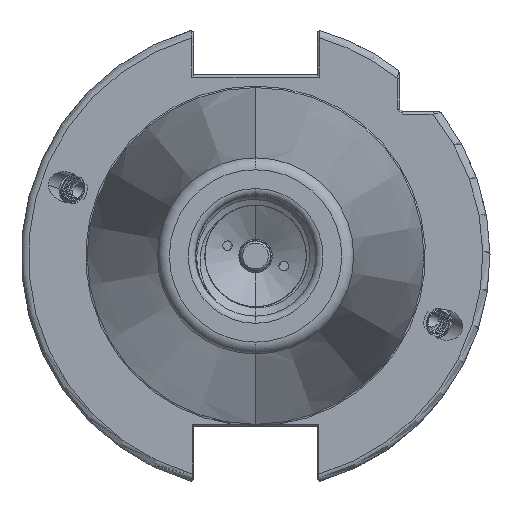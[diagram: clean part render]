
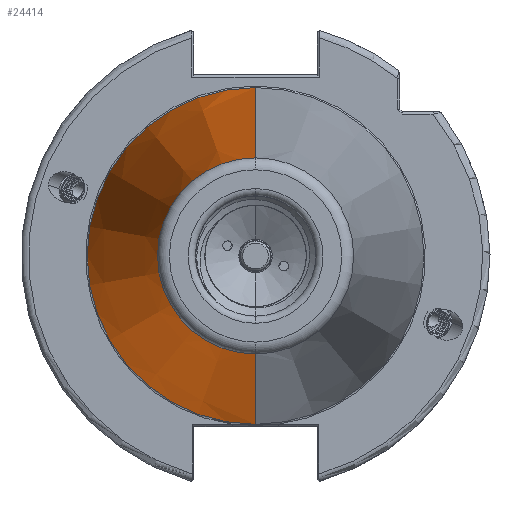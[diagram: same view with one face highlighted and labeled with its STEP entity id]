
A CAD part, left-side view. The second image highlights one B-rep face of the part: STEP entity #24414.
In plain terms, the highlighted conical face has half-angle 8.297 degrees and reference radius 35.392 mm.
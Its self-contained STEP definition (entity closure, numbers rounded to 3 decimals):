
#7994 = DIRECTION ( 'NONE',  ( 1., 0., 0. ) ) ;
#7995 = DIRECTION ( 'NONE',  ( 0.99, 0., -0.144 ) ) ;
#7997 = DIRECTION ( 'NONE',  ( 0., 1., 0. ) ) ;
#8010 = CARTESIAN_POINT ( 'NONE',  ( -2.5, 0., 0. ) ) ;
#8014 = CARTESIAN_POINT ( 'NONE',  ( 0., 0., 35.392 ) ) ;
#8028 = CARTESIAN_POINT ( 'NONE',  ( 0., 0., -35.392 ) ) ;
#8031 = DIRECTION ( 'NONE',  ( 0.99, 0., 0.144 ) ) ;
#9118 = DIRECTION ( 'NONE',  ( 0., 1., 0. ) ) ;
#9123 = CARTESIAN_POINT ( 'NONE',  ( -2.5, 0., 0. ) ) ;
#9145 = DIRECTION ( 'NONE',  ( 1., 0., 0. ) ) ;
#12300 = CARTESIAN_POINT ( 'NONE',  ( 0., 0., 0. ) ) ;
#12322 = DIRECTION ( 'NONE',  ( 0., 0., -1. ) ) ;
#12326 = DIRECTION ( 'NONE',  ( 1., 0., 0. ) ) ;
#13894 = DIRECTION ( 'NONE',  ( 1., 0., 0. ) ) ;
#13896 = DIRECTION ( 'NONE',  ( 0., 0., 1. ) ) ;
#13910 = CARTESIAN_POINT ( 'NONE',  ( -102.811, 0., 0. ) ) ;
#14244 = CIRCLE ( 'NONE', #16938, 20.399 ) ;
#14268 = LINE ( 'NONE', #8014, #14269 ) ;
#14269 = VECTOR ( 'NONE', #8031, 1000. ) ;
#14283 = CIRCLE ( 'NONE', #16987, 35.027 ) ;
#14311 = CIRCLE ( 'NONE', #16978, 35.027 ) ;
#14729 = FACE_OUTER_BOUND ( 'NONE', #37586, .T. ) ;
#14737 = CONICAL_SURFACE ( 'NONE', #29116, 35.392, 0.145 ) ;
#15002 = LINE ( 'NONE', #8028, #15059 ) ;
#15059 = VECTOR ( 'NONE', #7995, 1000. ) ;
#16938 = AXIS2_PLACEMENT_3D ( 'NONE', #13910, #13894, #13896 ) ;
#16978 = AXIS2_PLACEMENT_3D ( 'NONE', #8010, #7994, #7997 ) ;
#16987 = AXIS2_PLACEMENT_3D ( 'NONE', #9123, #9145, #9118 ) ;
#24414 = ADVANCED_FACE ( 'NONE', ( #14729 ), #14737, .T. ) ;
#27235 = EDGE_CURVE ( 'NONE', #31918, #31932, #14244, .T. ) ;
#27367 = EDGE_CURVE ( 'NONE', #31954, #31854, #14283, .T. ) ;
#27442 = EDGE_CURVE ( 'NONE', #31912, #31954, #14311, .T. ) ;
#27454 = EDGE_CURVE ( 'NONE', #31932, #31854, #14268, .T. ) ;
#27467 = EDGE_CURVE ( 'NONE', #31918, #31912, #15002, .T. ) ;
#29116 = AXIS2_PLACEMENT_3D ( 'NONE', #12300, #12326, #12322 ) ;
#31854 = VERTEX_POINT ( 'NONE', #32866 ) ;
#31912 = VERTEX_POINT ( 'NONE', #32965 ) ;
#31918 = VERTEX_POINT ( 'NONE', #32958 ) ;
#31932 = VERTEX_POINT ( 'NONE', #33034 ) ;
#31954 = VERTEX_POINT ( 'NONE', #33033 ) ;
#32866 = CARTESIAN_POINT ( 'NONE',  ( -2.5, 0., 35.027 ) ) ;
#32958 = CARTESIAN_POINT ( 'NONE',  ( -102.811, 0., -20.399 ) ) ;
#32965 = CARTESIAN_POINT ( 'NONE',  ( -2.5, 0., -35.027 ) ) ;
#33033 = CARTESIAN_POINT ( 'NONE',  ( -2.5, 35.027, 0. ) ) ;
#33034 = CARTESIAN_POINT ( 'NONE',  ( -102.811, 0., 20.399 ) ) ;
#36535 = ORIENTED_EDGE ( 'NONE', *, *, #27442, .F. ) ;
#36561 = ORIENTED_EDGE ( 'NONE', *, *, #27235, .T. ) ;
#36568 = ORIENTED_EDGE ( 'NONE', *, *, #27454, .T. ) ;
#36600 = ORIENTED_EDGE ( 'NONE', *, *, #27367, .F. ) ;
#36604 = ORIENTED_EDGE ( 'NONE', *, *, #27467, .F. ) ;
#37586 = EDGE_LOOP ( 'NONE', ( #36561, #36568, #36600, #36535, #36604 ) ) ;
